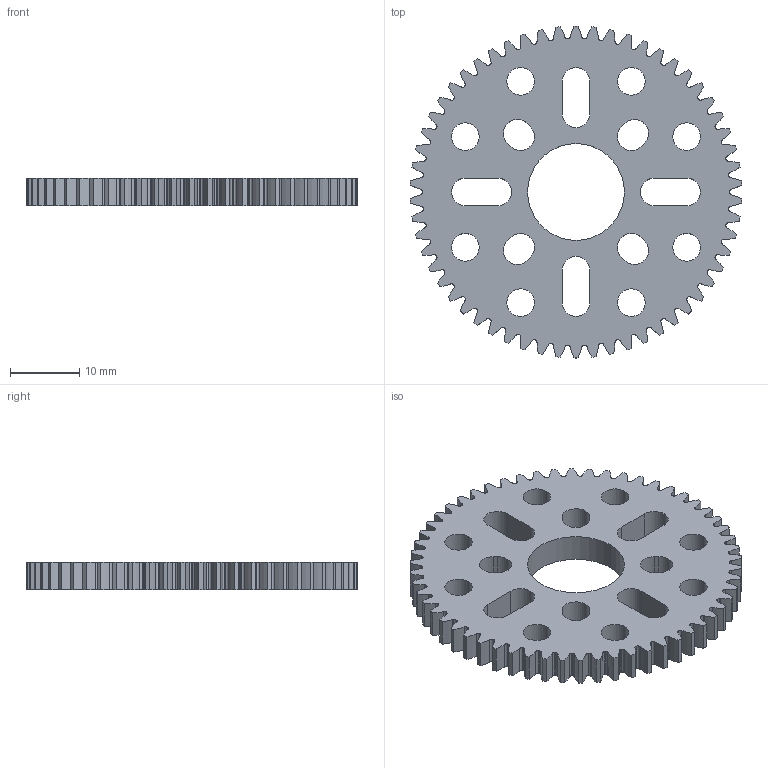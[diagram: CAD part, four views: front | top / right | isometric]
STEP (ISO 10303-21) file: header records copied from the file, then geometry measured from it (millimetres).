
FILE_DESCRIPTION (( 'STEP AP203' ), '1' );
FILE_NAME ('2312-0014-0058.STEP', '2019-08-22T15:48:50', ( '' ), ( '' ), 'SwSTEP 2.0', 'SolidWorks 2016', '' );
FILE_SCHEMA (( 'CONFIG_CONTROL_DESIGN' ));
Length unit declared in the file: millimetre
Products named in the file (1): 2312-0014-0058
Bounding box: 47.96 x 48 x 4 mm (x, y, z)
Volume: 4971.3 mm3; surface area: 4776 mm2
Topology: 1 solids, 1 shells, 523 faces, 1563 edges, 1042 vertices
Faces by surface type: bspline 232, cylinder 157, plane 134
Entity records: 25100 total; most frequent: CARTESIAN_POINT 12177, ORIENTED_EDGE 3126, DIRECTION 1997, EDGE_CURVE 1563, VERTEX_POINT 1042, LINE 785, VECTOR 785, AXIS2_PLACEMENT_3D 606
